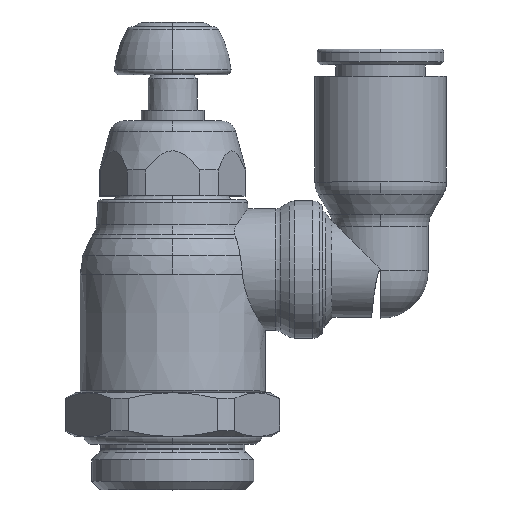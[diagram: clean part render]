
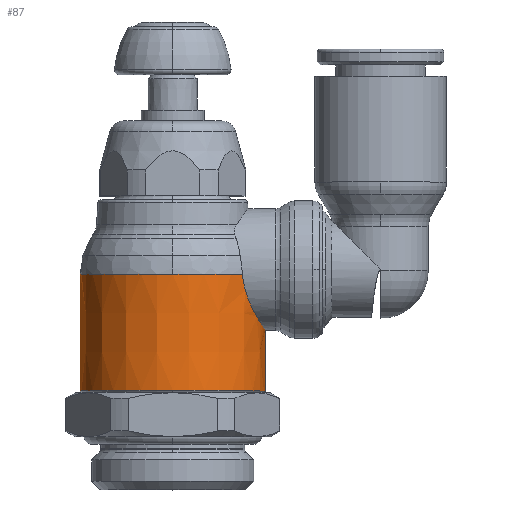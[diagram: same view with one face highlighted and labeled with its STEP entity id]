
A CAD part, top view. The second image highlights one B-rep face of the part: STEP entity #87.
In plain terms, the highlighted conical face has half-angle 0.066 degrees and reference radius 9.493 mm.
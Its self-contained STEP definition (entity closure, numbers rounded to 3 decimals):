
#87=ADVANCED_FACE('',(#301),#302,.T.);
#301=FACE_OUTER_BOUND('',#662,.T.);
#302=CONICAL_SURFACE('',#663,9.493,0.001);
#662=EDGE_LOOP('',(#1267,#1268,#1269,#1270,#1271,#1272,#1273));
#663=AXIS2_PLACEMENT_3D('',#1274,#1275,#1276);
#1267=ORIENTED_EDGE('',*,*,#2544,.F.);
#1268=ORIENTED_EDGE('',*,*,#2545,.T.);
#1269=ORIENTED_EDGE('',*,*,#2410,.T.);
#1270=ORIENTED_EDGE('',*,*,#2546,.F.);
#1271=ORIENTED_EDGE('',*,*,#2547,.T.);
#1272=ORIENTED_EDGE('',*,*,#2541,.F.);
#1273=ORIENTED_EDGE('',*,*,#2548,.F.);
#1274=CARTESIAN_POINT('',(0.0,16.144,0.0));
#1275=DIRECTION('',(-0.0,-1.0,-0.0));
#1276=DIRECTION('',(-1.0,0.0,0.0));
#2410=EDGE_CURVE('',#2924,#2932,#2934,.T.);
#2541=EDGE_CURVE('',#3168,#3171,#3172,.T.);
#2544=EDGE_CURVE('',#3176,#3177,#3178,.T.);
#2545=EDGE_CURVE('',#3176,#2924,#3179,.T.);
#2546=EDGE_CURVE('',#3180,#2932,#3181,.T.);
#2547=EDGE_CURVE('',#3180,#3171,#3182,.T.);
#2548=EDGE_CURVE('',#3177,#3168,#3183,.T.);
#2924=VERTEX_POINT('',#3674);
#2932=VERTEX_POINT('',#3682);
#2934=CIRCLE('',#3684,9.5);
#3168=VERTEX_POINT('',#4090);
#3171=VERTEX_POINT('',#4093);
#3172=CIRCLE('',#4094,9.486);
#3176=VERTEX_POINT('',#4127);
#3177=VERTEX_POINT('',#4128);
#3178=LINE('',#4129,#4130);
#3179=CIRCLE('',#4131,9.5);
#3180=VERTEX_POINT('',#4132);
#3181=LINE('',#4133,#4134);
#3182=B_SPLINE_CURVE_WITH_KNOTS('',3,(#4135,#4136,#4137,#4138,#4139,#4140,#4141,#4142,#4143,#4144,#4145,#4146,#4147,#4148,#4149,#4150,#4151,#4152,#4153,#4154,#4155,#4156,#4157,#4158,#4159,#4160,#4161,#4162,#4163,#4164,#4165,#4166,#4167,#4168),.UNSPECIFIED.,.F.,.F.,(4,2,2,2,2,2,2,2,2,2,2,2,2,2,2,2,4),(0.0,1.232,2.464,3.695,4.927,6.146,7.365,8.584,9.803,11.022,12.241,13.46,14.679,15.911,17.143,18.375,19.606),.UNSPECIFIED.);
#3183=CIRCLE('',#4169,9.486);
#3674=CARTESIAN_POINT('',(0.,10.186,9.5));
#3682=CARTESIAN_POINT('',(9.5,10.186,0.));
#3684=AXIS2_PLACEMENT_3D('',#5388,#5389,#5390);
#4090=CARTESIAN_POINT('',(0.,22.102,9.486));
#4093=CARTESIAN_POINT('',(7.154,22.102,6.23));
#4094=AXIS2_PLACEMENT_3D('',#5673,#5674,#5675);
#4127=CARTESIAN_POINT('',(-9.5,10.186,0.0));
#4128=CARTESIAN_POINT('',(-9.486,22.102,0.));
#4129=CARTESIAN_POINT('',(-9.493,16.144,0.));
#4130=VECTOR('',#5679,1.0);
#4131=AXIS2_PLACEMENT_3D('',#5680,#5681,#5682);
#4132=CARTESIAN_POINT('',(9.493,16.35,0.));
#4133=CARTESIAN_POINT('',(9.493,16.144,0.));
#4134=VECTOR('',#5683,1.0);
#4135=CARTESIAN_POINT('',(7.136,22.605,-6.25));
#4136=CARTESIAN_POINT('',(7.136,22.194,-6.25));
#4137=CARTESIAN_POINT('',(7.173,21.777,-6.21));
#4138=CARTESIAN_POINT('',(7.313,20.958,-6.045));
#4139=CARTESIAN_POINT('',(7.417,20.557,-5.921));
#4140=CARTESIAN_POINT('',(7.663,19.793,-5.6));
#4141=CARTESIAN_POINT('',(7.806,19.431,-5.402));
#4142=CARTESIAN_POINT('',(8.102,18.761,-4.949));
#4143=CARTESIAN_POINT('',(8.255,18.454,-4.693));
#4144=CARTESIAN_POINT('',(8.54,17.913,-4.152));
#4145=CARTESIAN_POINT('',(8.684,17.658,-3.847));
#4146=CARTESIAN_POINT('',(8.952,17.203,-3.178));
#4147=CARTESIAN_POINT('',(9.074,17.003,-2.813));
#4148=CARTESIAN_POINT('',(9.278,16.68,-2.046));
#4149=CARTESIAN_POINT('',(9.359,16.555,-1.642));
#4150=CARTESIAN_POINT('',(9.466,16.39,-0.822));
#4151=CARTESIAN_POINT('',(9.493,16.35,-0.406));
#4152=CARTESIAN_POINT('',(9.493,16.35,0.406));
#4153=CARTESIAN_POINT('',(9.466,16.39,0.822));
#4154=CARTESIAN_POINT('',(9.359,16.555,1.642));
#4155=CARTESIAN_POINT('',(9.278,16.68,2.046));
#4156=CARTESIAN_POINT('',(9.074,17.003,2.813));
#4157=CARTESIAN_POINT('',(8.952,17.203,3.178));
#4158=CARTESIAN_POINT('',(8.684,17.658,3.847));
#4159=CARTESIAN_POINT('',(8.54,17.913,4.152));
#4160=CARTESIAN_POINT('',(8.255,18.454,4.693));
#4161=CARTESIAN_POINT('',(8.102,18.761,4.949));
#4162=CARTESIAN_POINT('',(7.806,19.431,5.402));
#4163=CARTESIAN_POINT('',(7.663,19.793,5.6));
#4164=CARTESIAN_POINT('',(7.417,20.557,5.921));
#4165=CARTESIAN_POINT('',(7.313,20.958,6.045));
#4166=CARTESIAN_POINT('',(7.173,21.777,6.21));
#4167=CARTESIAN_POINT('',(7.136,22.194,6.25));
#4168=CARTESIAN_POINT('',(7.136,22.605,6.25));
#4169=AXIS2_PLACEMENT_3D('',#5684,#5685,#5686);
#5388=CARTESIAN_POINT('',(0.0,10.186,0.0));
#5389=DIRECTION('',(0.0,1.0,0.0));
#5390=DIRECTION('',(-1.0,0.0,0.0));
#5673=CARTESIAN_POINT('',(0.0,22.102,0.0));
#5674=DIRECTION('',(0.0,1.0,0.0));
#5675=DIRECTION('',(-1.0,0.0,0.0));
#5679=DIRECTION('',(0.001,1.,0.));
#5680=CARTESIAN_POINT('',(0.0,10.186,0.0));
#5681=DIRECTION('',(0.0,1.0,0.0));
#5682=DIRECTION('',(-1.0,0.0,0.0));
#5683=DIRECTION('',(0.001,-1.,0.));
#5684=CARTESIAN_POINT('',(0.0,22.102,0.0));
#5685=DIRECTION('',(0.0,1.0,0.0));
#5686=DIRECTION('',(-1.0,0.0,0.0));
